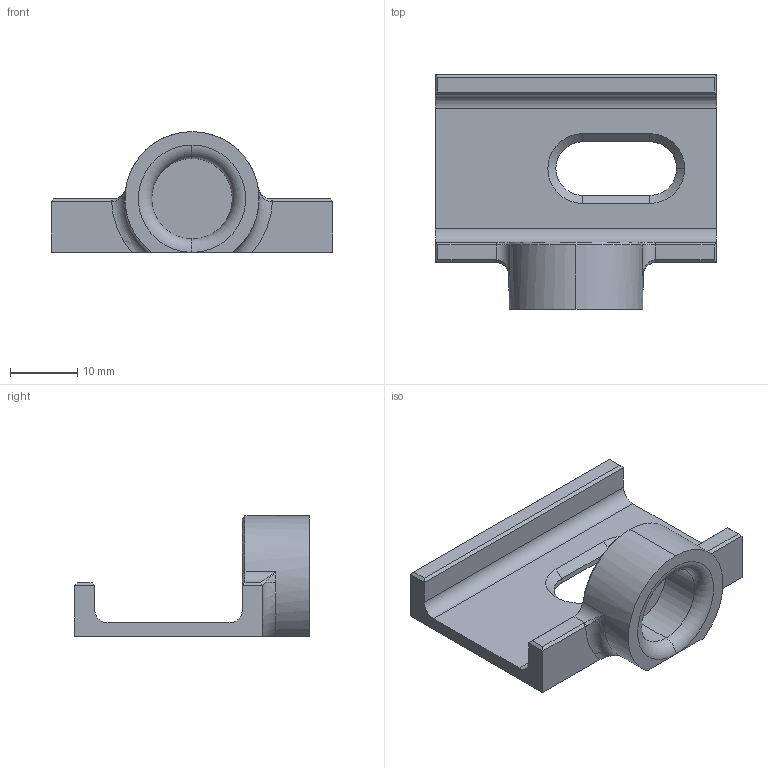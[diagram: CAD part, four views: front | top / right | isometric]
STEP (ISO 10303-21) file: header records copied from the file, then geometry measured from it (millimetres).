
FILE_DESCRIPTION (( 'STEP AP214' ), '1' );
FILE_NAME ('camera_mount_tip.STEP', '2019-04-18T03:54:29', ( '' ), ( '' ), 'SwSTEP 2.0', 'SolidWorks 2018', '' );
FILE_SCHEMA (( 'AUTOMOTIVE_DESIGN' ));
Length unit declared in the file: millimetre
Products named in the file (1): camera_mount_tip
Bounding box: 42 x 35 x 18 mm (x, y, z)
Volume: 5265.1 mm3; surface area: 4441.3 mm2
Topology: 1 solids, 1 shells, 54 faces, 132 edges, 78 vertices
Faces by surface type: plane 28, cylinder 11, cone 6, torus 5, bspline 4
Entity records: 2053 total; most frequent: CARTESIAN_POINT 777, ORIENTED_EDGE 260, DIRECTION 254, EDGE_CURVE 130, AXIS2_PLACEMENT_3D 88, VECTOR 78, VERTEX_POINT 78, LINE 78
